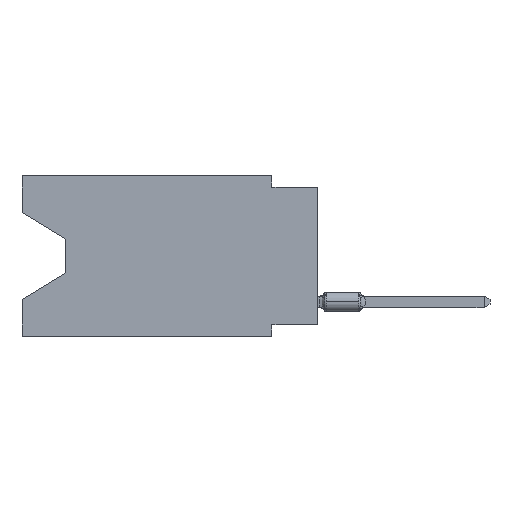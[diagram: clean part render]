
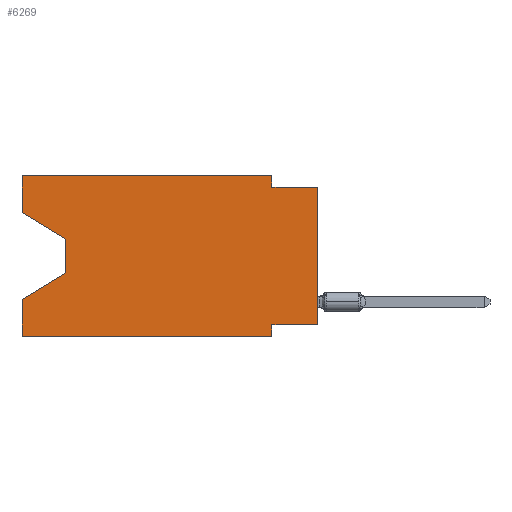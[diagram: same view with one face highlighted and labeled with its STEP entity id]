
A CAD part, left-side view. The second image highlights one B-rep face of the part: STEP entity #6269.
In plain terms, the highlighted planar face has unit normal (-1, 0, 0).
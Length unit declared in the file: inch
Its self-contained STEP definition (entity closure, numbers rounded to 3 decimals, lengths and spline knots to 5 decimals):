
#70 = CARTESIAN_POINT ( 'NONE',  ( 0., 0.55, -0.138 ) ) ;
#260 = VERTEX_POINT ( 'NONE', #6741 ) ;
#556 = CARTESIAN_POINT ( 'NONE',  ( 0., 0.645, -0.08025 ) ) ;
#673 = CARTESIAN_POINT ( 'NONE',  ( 0., 0.1, -0.35 ) ) ;
#798 = VERTEX_POINT ( 'NONE', #1754 ) ;
#1754 = CARTESIAN_POINT ( 'NONE',  ( 0., 0.1, -0.325 ) ) ;
#2402 = CARTESIAN_POINT ( 'NONE',  ( 0., 0., -0.025 ) ) ;
#2500 = ORIENTED_EDGE ( 'NONE', *, *, #5586, .F. ) ;
#2669 = LINE ( 'NONE', #12745, #16718 ) ;
#2782 = VECTOR ( 'NONE', #15442, 39.37008 ) ;
#2858 = LINE ( 'NONE', #4367, #16643 ) ;
#2992 = DIRECTION ( 'NONE',  ( 0., 0., -1. ) ) ;
#3006 = EDGE_LOOP ( 'NONE', ( #16795, #9534, #12131, #10493, #4210, #2500, #9555, #13560, #17491, #7091, #8233, #14945 ) ) ;
#3032 = DIRECTION ( 'NONE',  ( 0., 0., 1. ) ) ;
#3215 = FACE_OUTER_BOUND ( 'NONE', #3006, .T. ) ;
#3398 = EDGE_CURVE ( 'NONE', #16968, #13187, #11158, .T. ) ;
#3539 = CARTESIAN_POINT ( 'NONE',  ( 0., 0.645, -0.35 ) ) ;
#3600 = VERTEX_POINT ( 'NONE', #13929 ) ;
#3789 = EDGE_CURVE ( 'NONE', #17436, #260, #14770, .T. ) ;
#3847 = VECTOR ( 'NONE', #5074, 39.37008 ) ;
#3850 = CARTESIAN_POINT ( 'NONE',  ( 0., 0.645, 0. ) ) ;
#4210 = ORIENTED_EDGE ( 'NONE', *, *, #6120, .T. ) ;
#4325 = DIRECTION ( 'NONE',  ( 0., -1., 0. ) ) ;
#4367 = CARTESIAN_POINT ( 'NONE',  ( 0., 0., -0.325 ) ) ;
#4425 = EDGE_CURVE ( 'NONE', #16772, #10282, #10548, .T. ) ;
#4928 = VECTOR ( 'NONE', #8533, 39.37008 ) ;
#5074 = DIRECTION ( 'NONE',  ( 0., 0.855, -0.519 ) ) ;
#5586 = EDGE_CURVE ( 'NONE', #798, #9076, #8626, .T. ) ;
#5604 = EDGE_CURVE ( 'NONE', #16861, #16968, #13763, .T. ) ;
#5888 = CARTESIAN_POINT ( 'NONE',  ( 0., 0.55, -0.138 ) ) ;
#6120 = EDGE_CURVE ( 'NONE', #6387, #9076, #17263, .T. ) ;
#6200 = DIRECTION ( 'NONE',  ( 0., 0., -1. ) ) ;
#6269 = ADVANCED_FACE ( 'NONE', ( #3215 ), #9755, .F. ) ;
#6387 = VERTEX_POINT ( 'NONE', #3539 ) ;
#6452 = DIRECTION ( 'NONE',  ( 0., -1., 0. ) ) ;
#6741 = CARTESIAN_POINT ( 'NONE',  ( 0., 0.55, -0.212 ) ) ;
#6999 = EDGE_CURVE ( 'NONE', #260, #3600, #14821, .T. ) ;
#7091 = ORIENTED_EDGE ( 'NONE', *, *, #14956, .F. ) ;
#7207 = CARTESIAN_POINT ( 'NONE',  ( 0., 0., -0.325 ) ) ;
#7616 = CARTESIAN_POINT ( 'NONE',  ( 0., 0.645, -0.35 ) ) ;
#7977 = CARTESIAN_POINT ( 'NONE',  ( 0., 0.55, -0.212 ) ) ;
#8233 = ORIENTED_EDGE ( 'NONE', *, *, #3398, .F. ) ;
#8295 = AXIS2_PLACEMENT_3D ( 'NONE', #3850, #18334, #18131 ) ;
#8533 = DIRECTION ( 'NONE',  ( 0., 0., 1. ) ) ;
#8626 = LINE ( 'NONE', #673, #12790 ) ;
#8676 = EDGE_CURVE ( 'NONE', #16861, #17436, #9796, .T. ) ;
#8698 = VECTOR ( 'NONE', #9359, 39.37008 ) ;
#8724 = EDGE_CURVE ( 'NONE', #6387, #3600, #14297, .T. ) ;
#9076 = VERTEX_POINT ( 'NONE', #14484 ) ;
#9359 = DIRECTION ( 'NONE',  ( 0., -0.855, -0.519 ) ) ;
#9361 = VECTOR ( 'NONE', #12693, 39.37008 ) ;
#9534 = ORIENTED_EDGE ( 'NONE', *, *, #3789, .T. ) ;
#9555 = ORIENTED_EDGE ( 'NONE', *, *, #12434, .F. ) ;
#9561 = CARTESIAN_POINT ( 'NONE',  ( 0., 0., -0.025 ) ) ;
#9566 = VECTOR ( 'NONE', #3032, 39.37008 ) ;
#9755 = PLANE ( 'NONE',  #8295 ) ;
#9796 = LINE ( 'NONE', #16229, #8698 ) ;
#10282 = VERTEX_POINT ( 'NONE', #9561 ) ;
#10493 = ORIENTED_EDGE ( 'NONE', *, *, #8724, .F. ) ;
#10543 = CARTESIAN_POINT ( 'NONE',  ( 0., 0.645, 0. ) ) ;
#10548 = LINE ( 'NONE', #2402, #20046 ) ;
#11158 = LINE ( 'NONE', #21145, #16984 ) ;
#11841 = DIRECTION ( 'NONE',  ( 0., 0., -1. ) ) ;
#12131 = ORIENTED_EDGE ( 'NONE', *, *, #6999, .T. ) ;
#12434 = EDGE_CURVE ( 'NONE', #13107, #798, #2858, .T. ) ;
#12675 = CARTESIAN_POINT ( 'NONE',  ( 0., 0., 0. ) ) ;
#12693 = DIRECTION ( 'NONE',  ( 0., 0., 1. ) ) ;
#12745 = CARTESIAN_POINT ( 'NONE',  ( 0., 0.1, 0. ) ) ;
#12790 = VECTOR ( 'NONE', #11841, 39.37008 ) ;
#13107 = VERTEX_POINT ( 'NONE', #7207 ) ;
#13187 = VERTEX_POINT ( 'NONE', #15230 ) ;
#13560 = ORIENTED_EDGE ( 'NONE', *, *, #18290, .T. ) ;
#13763 = LINE ( 'NONE', #10543, #4928 ) ;
#13929 = CARTESIAN_POINT ( 'NONE',  ( 0., 0.645, -0.26975 ) ) ;
#14297 = LINE ( 'NONE', #14409, #9361 ) ;
#14409 = CARTESIAN_POINT ( 'NONE',  ( 0., 0.645, 0. ) ) ;
#14484 = CARTESIAN_POINT ( 'NONE',  ( 0., 0.1, -0.35 ) ) ;
#14770 = LINE ( 'NONE', #70, #17711 ) ;
#14821 = LINE ( 'NONE', #7977, #3847 ) ;
#14945 = ORIENTED_EDGE ( 'NONE', *, *, #5604, .F. ) ;
#14956 = EDGE_CURVE ( 'NONE', #13187, #16772, #2669, .T. ) ;
#15230 = CARTESIAN_POINT ( 'NONE',  ( 0., 0.1, 0. ) ) ;
#15442 = DIRECTION ( 'NONE',  ( 0., -1., 0. ) ) ;
#15927 = DIRECTION ( 'NONE',  ( 0., 1., 0. ) ) ;
#15987 = CARTESIAN_POINT ( 'NONE',  ( 0., 0.645, 0. ) ) ;
#16229 = CARTESIAN_POINT ( 'NONE',  ( 0., 0.645, -0.08025 ) ) ;
#16643 = VECTOR ( 'NONE', #15927, 39.37008 ) ;
#16718 = VECTOR ( 'NONE', #2992, 39.37008 ) ;
#16772 = VERTEX_POINT ( 'NONE', #20092 ) ;
#16795 = ORIENTED_EDGE ( 'NONE', *, *, #8676, .T. ) ;
#16861 = VERTEX_POINT ( 'NONE', #556 ) ;
#16968 = VERTEX_POINT ( 'NONE', #15987 ) ;
#16984 = VECTOR ( 'NONE', #6452, 39.37008 ) ;
#17263 = LINE ( 'NONE', #7616, #2782 ) ;
#17436 = VERTEX_POINT ( 'NONE', #5888 ) ;
#17491 = ORIENTED_EDGE ( 'NONE', *, *, #4425, .F. ) ;
#17711 = VECTOR ( 'NONE', #6200, 39.37008 ) ;
#17931 = LINE ( 'NONE', #12675, #9566 ) ;
#18131 = DIRECTION ( 'NONE',  ( 0., 0., -1. ) ) ;
#18290 = EDGE_CURVE ( 'NONE', #13107, #10282, #17931, .T. ) ;
#18334 = DIRECTION ( 'NONE',  ( 1., 0., 0. ) ) ;
#20046 = VECTOR ( 'NONE', #4325, 39.37008 ) ;
#20092 = CARTESIAN_POINT ( 'NONE',  ( 0., 0.1, -0.025 ) ) ;
#21145 = CARTESIAN_POINT ( 'NONE',  ( 0., 0.645, 0. ) ) ;
